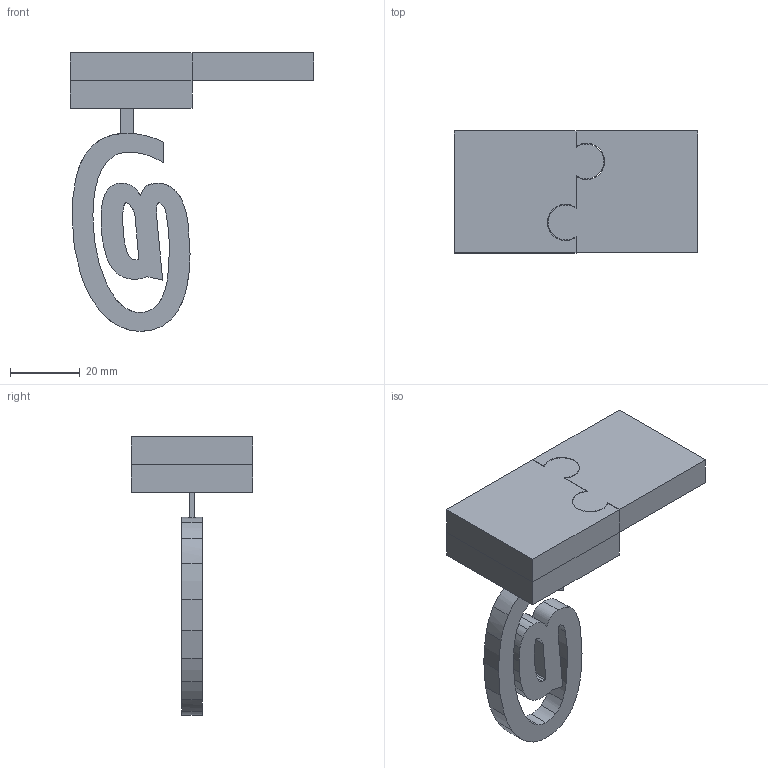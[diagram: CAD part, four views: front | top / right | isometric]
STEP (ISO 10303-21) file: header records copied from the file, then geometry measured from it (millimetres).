
FILE_DESCRIPTION(/* description */ (''),/* implementation_level */ '2;1');
FILE_NAME(/* name */ 'Test.step',/* time_stamp */ '2026-01-06T09:34:17+01:00',/* author */ (''),/* organization */ (''),/* preprocessor_version */ 'ST-DEVELOPER v20.1',/* originating_system */ 'Autodesk Translation Framework v14.21.0.0',/* authorisation */ '');
FILE_SCHEMA (('AUTOMOTIVE_DESIGN { 1 0 10303 214 3 1 1 }'));
Length unit declared in the file: millimetre
Products named in the file (5): Test; Left; Right; @; At
Assembly tree (4 placements, depth 3):
  Test
    Left
    Right
    @
      At
Bounding box: 70 x 35 x 79.95 mm (x, y, z)
Volume: 35228.2 mm3; surface area: 16903.5 mm2
Topology: 7 solids, 7 shells, 145 faces, 368 edges, 242 vertices
Faces by surface type: bspline 71, plane 52, cylinder 12, cone 10
Full cylindrical faces by diameter (mm): 6 x2, 6.4 x6
Entity records: 5159 total; most frequent: CARTESIAN_POINT 1989, ORIENTED_EDGE 736, DIRECTION 420, EDGE_CURVE 368, VERTEX_POINT 242, LINE 186, VECTOR 186, EDGE_LOOP 156
